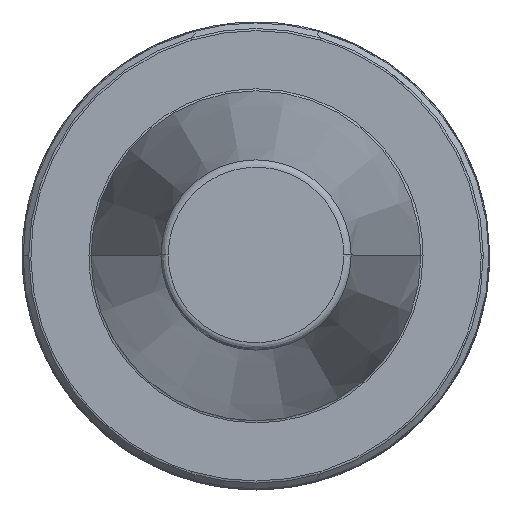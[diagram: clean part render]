
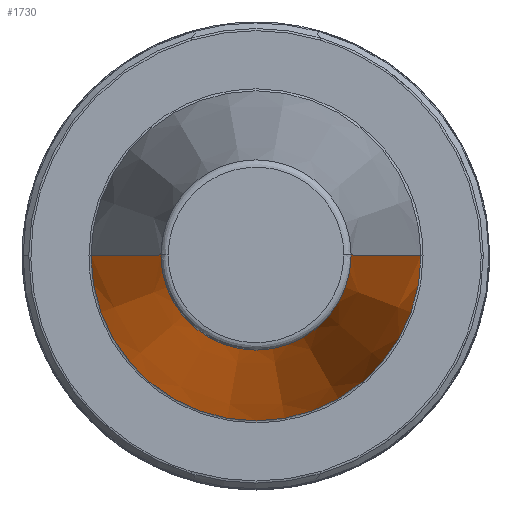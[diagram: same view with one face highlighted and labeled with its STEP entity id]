
A CAD part, top view. The second image highlights one B-rep face of the part: STEP entity #1730.
In plain terms, the highlighted conical face has half-angle 8.297 degrees and reference radius 12.812 mm.
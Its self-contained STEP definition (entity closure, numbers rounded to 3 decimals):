
#38 = VERTEX_POINT ( 'NONE', #1129 ) ;
#80 = CARTESIAN_POINT ( 'NONE',  ( 22.225, 0., 0. ) ) ;
#301 = ORIENTED_EDGE ( 'NONE', *, *, #3444, .T. ) ;
#408 = ORIENTED_EDGE ( 'NONE', *, *, #2475, .T. ) ;
#487 = ORIENTED_EDGE ( 'NONE', *, *, #1413, .F. ) ;
#553 = EDGE_LOOP ( 'NONE', ( #1202, #487, #301, #408 ) ) ;
#686 = CARTESIAN_POINT ( 'NONE',  ( -12.812, 0., 64.544 ) ) ;
#875 = VERTEX_POINT ( 'NONE', #2596 ) ;
#996 = CARTESIAN_POINT ( 'NONE',  ( 12.812, 0., 64.544 ) ) ;
#999 = CARTESIAN_POINT ( 'NONE',  ( 12.812, 0., 64.544 ) ) ;
#1013 = AXIS2_PLACEMENT_3D ( 'NONE', #1377, #2988, #2737 ) ;
#1093 = DIRECTION ( 'NONE',  ( 1., 0., 0. ) ) ;
#1129 = CARTESIAN_POINT ( 'NONE',  ( -12.812, 0., 64.544 ) ) ;
#1202 = ORIENTED_EDGE ( 'NONE', *, *, #1903, .F. ) ;
#1260 = AXIS2_PLACEMENT_3D ( 'NONE', #1544, #2640, #1093 ) ;
#1377 = CARTESIAN_POINT ( 'NONE',  ( 0., 0., 64.544 ) ) ;
#1413 = EDGE_CURVE ( 'NONE', #38, #2848, #3144, .T. ) ;
#1462 = DIRECTION ( 'NONE',  ( 0., 0., 1. ) ) ;
#1469 = VERTEX_POINT ( 'NONE', #80 ) ;
#1544 = CARTESIAN_POINT ( 'NONE',  ( 0., 0., 0. ) ) ;
#1730 = ADVANCED_FACE ( 'NONE', ( #3081 ), #2929, .T. ) ;
#1741 = CARTESIAN_POINT ( 'NONE',  ( 0., 0., 64.544 ) ) ;
#1903 = EDGE_CURVE ( 'NONE', #2848, #1469, #2880, .T. ) ;
#2046 = VECTOR ( 'NONE', #2098, 1000. ) ;
#2098 = DIRECTION ( 'NONE',  ( -0.144, 0., -0.99 ) ) ;
#2358 = CIRCLE ( 'NONE', #1260, 22.225 ) ;
#2475 = EDGE_CURVE ( 'NONE', #875, #1469, #2358, .T. ) ;
#2594 = DIRECTION ( 'NONE',  ( 0.144, 0., -0.99 ) ) ;
#2596 = CARTESIAN_POINT ( 'NONE',  ( -22.225, 0., 0. ) ) ;
#2640 = DIRECTION ( 'NONE',  ( 0., 0., 1. ) ) ;
#2737 = DIRECTION ( 'NONE',  ( -1., 0., 0. ) ) ;
#2848 = VERTEX_POINT ( 'NONE', #996 ) ;
#2880 = LINE ( 'NONE', #999, #2887 ) ;
#2887 = VECTOR ( 'NONE', #2594, 1000. ) ;
#2929 = CONICAL_SURFACE ( 'NONE', #1013, 12.812, 0.145 ) ;
#2988 = DIRECTION ( 'NONE',  ( 0., 0., -1. ) ) ;
#3010 = AXIS2_PLACEMENT_3D ( 'NONE', #1741, #1462, #3096 ) ;
#3081 = FACE_OUTER_BOUND ( 'NONE', #553, .T. ) ;
#3096 = DIRECTION ( 'NONE',  ( -1., 0., 0. ) ) ;
#3144 = CIRCLE ( 'NONE', #3010, 12.812 ) ;
#3441 = LINE ( 'NONE', #686, #2046 ) ;
#3444 = EDGE_CURVE ( 'NONE', #38, #875, #3441, .T. ) ;
